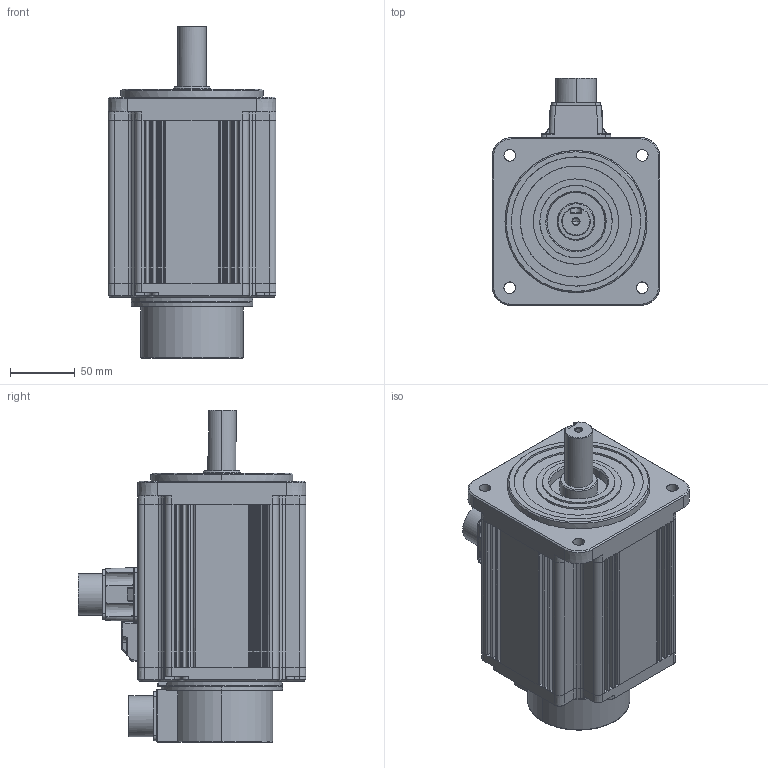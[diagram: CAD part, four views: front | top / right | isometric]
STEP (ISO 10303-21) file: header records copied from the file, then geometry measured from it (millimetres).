
FILE_DESCRIPTION (( 'STEP AP214' ), '1' );
FILE_NAME ('ECMA-EX1315FS 215B.STEP', '2020-06-09T17:05:34', ( '' ), ( '' ), 'SwSTEP 2.0', 'SolidWorks 2017', '' );
FILE_SCHEMA (( 'AUTOMOTIVE_DESIGN' ));
Length unit declared in the file: inch
Products named in the file (1): ECMA-EX1315FS 215B
Bounding box: 130 x 176.14 x 257 mm (x, y, z)
Volume: 2705644.3 mm3; surface area: 164853.8 mm2
Topology: 1 solids, 1 shells, 652 faces, 1660 edges, 992 vertices
Faces by surface type: plane 290, cylinder 210, cone 88, bspline 64
Entity records: 29225 total; most frequent: CARTESIAN_POINT 15413, ORIENTED_EDGE 3252, DIRECTION 2206, EDGE_CURVE 1626, VERTEX_POINT 992, VECTOR 778, LINE 778, AXIS2_PLACEMENT_3D 714
